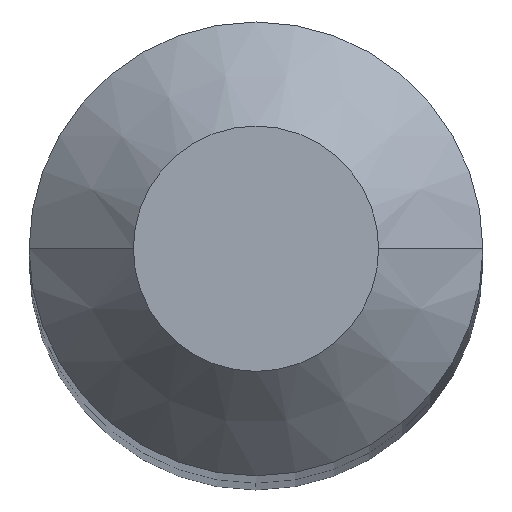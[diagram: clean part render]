
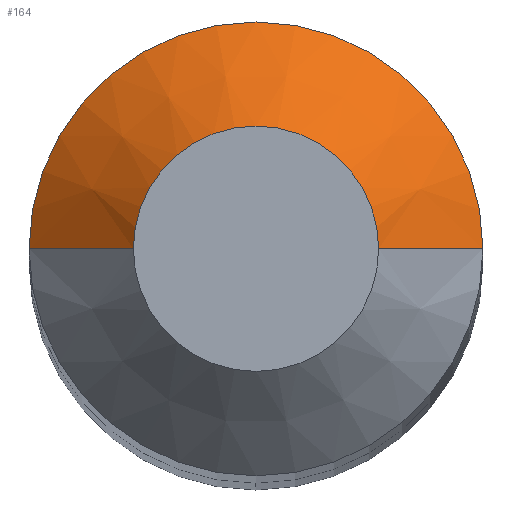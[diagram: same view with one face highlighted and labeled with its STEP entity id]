
A CAD part, top view. The second image highlights one B-rep face of the part: STEP entity #164.
In plain terms, the highlighted conical face has half-angle 45 degrees and reference radius 1.727 mm.
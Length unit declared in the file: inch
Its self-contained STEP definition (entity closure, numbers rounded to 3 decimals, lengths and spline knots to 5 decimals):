
#18 = CARTESIAN_POINT ( 'NONE',  ( 0.068, 0., -0.03125 ) ) ;
#20 = CARTESIAN_POINT ( 'NONE',  ( 0.03675, 0., 0. ) ) ;
#30 = ORIENTED_EDGE ( 'NONE', *, *, #282, .T. ) ;
#40 = CARTESIAN_POINT ( 'NONE',  ( -0.03675, 0., 0. ) ) ;
#48 = CARTESIAN_POINT ( 'NONE',  ( -0.068, 0., -0.03125 ) ) ;
#67 = EDGE_CURVE ( 'NONE', #142, #208, #267, .T. ) ;
#71 = CARTESIAN_POINT ( 'NONE',  ( 0., 0., -0.03125 ) ) ;
#74 = DIRECTION ( 'NONE',  ( 1., 0., 0. ) ) ;
#82 = DIRECTION ( 'NONE',  ( 1., 0., 0. ) ) ;
#84 = ORIENTED_EDGE ( 'NONE', *, *, #321, .F. ) ;
#102 = CIRCLE ( 'NONE', #193, 0.068 ) ;
#117 = ORIENTED_EDGE ( 'NONE', *, *, #211, .T. ) ;
#135 = FACE_OUTER_BOUND ( 'NONE', #215, .T. ) ;
#142 = VERTEX_POINT ( 'NONE', #40 ) ;
#149 = VECTOR ( 'NONE', #227, 39.37008 ) ;
#159 = DIRECTION ( 'NONE',  ( -1., 0., 0. ) ) ;
#164 = ADVANCED_FACE ( 'NONE', ( #135 ), #297, .T. ) ;
#168 = CARTESIAN_POINT ( 'NONE',  ( 0., 0., 0. ) ) ;
#185 = CIRCLE ( 'NONE', #341, 0.03675 ) ;
#193 = AXIS2_PLACEMENT_3D ( 'NONE', #311, #307, #74 ) ;
#208 = VERTEX_POINT ( 'NONE', #48 ) ;
#211 = EDGE_CURVE ( 'NONE', #224, #384, #233, .T. ) ;
#215 = EDGE_LOOP ( 'NONE', ( #84, #117, #30, #323 ) ) ;
#224 = VERTEX_POINT ( 'NONE', #20 ) ;
#227 = DIRECTION ( 'NONE',  ( -0.707, 0., -0.707 ) ) ;
#233 = LINE ( 'NONE', #18, #290 ) ;
#267 = LINE ( 'NONE', #288, #149 ) ;
#282 = EDGE_CURVE ( 'NONE', #384, #208, #102, .T. ) ;
#288 = CARTESIAN_POINT ( 'NONE',  ( -0.068, 0., -0.03125 ) ) ;
#290 = VECTOR ( 'NONE', #377, 39.37008 ) ;
#297 = CONICAL_SURFACE ( 'NONE', #354, 0.068, 0.785 ) ;
#307 = DIRECTION ( 'NONE',  ( 0., 0., 1. ) ) ;
#311 = CARTESIAN_POINT ( 'NONE',  ( 0., 0., -0.03125 ) ) ;
#321 = EDGE_CURVE ( 'NONE', #224, #142, #185, .T. ) ;
#323 = ORIENTED_EDGE ( 'NONE', *, *, #67, .F. ) ;
#341 = AXIS2_PLACEMENT_3D ( 'NONE', #168, #356, #82 ) ;
#347 = DIRECTION ( 'NONE',  ( 0., 0., -1. ) ) ;
#354 = AXIS2_PLACEMENT_3D ( 'NONE', #71, #347, #159 ) ;
#356 = DIRECTION ( 'NONE',  ( 0., 0., 1. ) ) ;
#377 = DIRECTION ( 'NONE',  ( 0.707, 0., -0.707 ) ) ;
#384 = VERTEX_POINT ( 'NONE', #385 ) ;
#385 = CARTESIAN_POINT ( 'NONE',  ( 0.068, 0., -0.03125 ) ) ;
